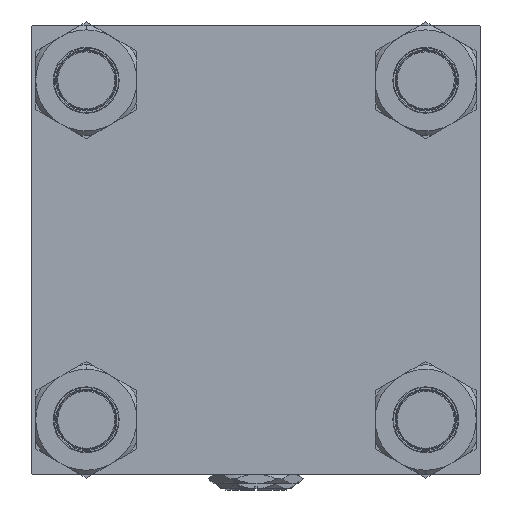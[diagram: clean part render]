
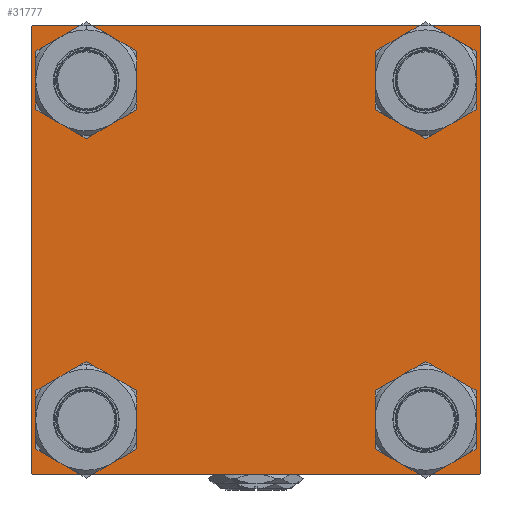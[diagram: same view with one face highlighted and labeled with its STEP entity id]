
A CAD part, left-side view. The second image highlights one B-rep face of the part: STEP entity #31777.
In plain terms, the highlighted planar face has unit normal (-1, 0, 0).
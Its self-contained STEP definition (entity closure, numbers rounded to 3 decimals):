
#645 = CARTESIAN_POINT ( 'NONE',  ( 0., 102.5, 102.5 ) ) ;
#1041 = EDGE_CURVE ( 'NONE', #44366, #13460, #34488, .T. ) ;
#1690 = AXIS2_PLACEMENT_3D ( 'NONE', #37007, #49543, #4752 ) ;
#1780 = EDGE_LOOP ( 'NONE', ( #51378, #17704, #3827, #8930, #39351, #10758, #9980, #49292 ) ) ;
#2051 = VERTEX_POINT ( 'NONE', #30173 ) ;
#3432 = VECTOR ( 'NONE', #33695, 1000. ) ;
#3827 = ORIENTED_EDGE ( 'NONE', *, *, #13048, .T. ) ;
#3912 = EDGE_CURVE ( 'NONE', #13460, #44366, #4660, .T. ) ;
#4383 = DIRECTION ( 'NONE',  ( 0., -0.707, 0.707 ) ) ;
#4464 = LINE ( 'NONE', #36986, #28320 ) ;
#4660 = CIRCLE ( 'NONE', #8070, 14. ) ;
#4752 = DIRECTION ( 'NONE',  ( 0., 0., 1. ) ) ;
#5331 = DIRECTION ( 'NONE',  ( 0., 0.707, 0.707 ) ) ;
#5731 = DIRECTION ( 'NONE',  ( 0., 0., 1. ) ) ;
#6162 = EDGE_CURVE ( 'NONE', #34770, #26220, #50513, .T. ) ;
#6767 = DIRECTION ( 'NONE',  ( 1., 0., 0. ) ) ;
#7306 = EDGE_LOOP ( 'NONE', ( #46246, #44076 ) ) ;
#8070 = AXIS2_PLACEMENT_3D ( 'NONE', #30049, #6767, #9279 ) ;
#8578 = FACE_BOUND ( 'NONE', #10350, .T. ) ;
#8930 = ORIENTED_EDGE ( 'NONE', *, *, #10921, .T. ) ;
#9279 = DIRECTION ( 'NONE',  ( 0., 0., 1. ) ) ;
#9980 = ORIENTED_EDGE ( 'NONE', *, *, #21452, .F. ) ;
#10350 = EDGE_LOOP ( 'NONE', ( #26374, #44422 ) ) ;
#10617 = DIRECTION ( 'NONE',  ( 0., 0., 1. ) ) ;
#10758 = ORIENTED_EDGE ( 'NONE', *, *, #50020, .T. ) ;
#10821 = ORIENTED_EDGE ( 'NONE', *, *, #3912, .T. ) ;
#10921 = EDGE_CURVE ( 'NONE', #16686, #40952, #40645, .T. ) ;
#12212 = AXIS2_PLACEMENT_3D ( 'NONE', #24562, #16560, #45662 ) ;
#12853 = CARTESIAN_POINT ( 'NONE',  ( 0., 102., 102.5 ) ) ;
#13048 = EDGE_CURVE ( 'NONE', #50016, #16686, #17027, .T. ) ;
#13148 = EDGE_LOOP ( 'NONE', ( #48543, #30692 ) ) ;
#13460 = VERTEX_POINT ( 'NONE', #46671 ) ;
#13962 = CARTESIAN_POINT ( 'NONE',  ( 0., 102.5, 102.5 ) ) ;
#14141 = EDGE_CURVE ( 'NONE', #18498, #34770, #26287, .T. ) ;
#16183 = EDGE_LOOP ( 'NONE', ( #10821, #27865 ) ) ;
#16560 = DIRECTION ( 'NONE',  ( -1., 0., 0. ) ) ;
#16623 = CARTESIAN_POINT ( 'NONE',  ( 0., -102.25, -102.25 ) ) ;
#16686 = VERTEX_POINT ( 'NONE', #34984 ) ;
#17027 = LINE ( 'NONE', #33315, #38984 ) ;
#17704 = ORIENTED_EDGE ( 'NONE', *, *, #30085, .T. ) ;
#17832 = DIRECTION ( 'NONE',  ( 0., 0., 1. ) ) ;
#18498 = VERTEX_POINT ( 'NONE', #12853 ) ;
#18593 = CARTESIAN_POINT ( 'NONE',  ( 0., 77.45, -77.45 ) ) ;
#20041 = FACE_OUTER_BOUND ( 'NONE', #1780, .T. ) ;
#20772 = AXIS2_PLACEMENT_3D ( 'NONE', #23717, #31474, #51215 ) ;
#21236 = CARTESIAN_POINT ( 'NONE',  ( 0., 77.45, -91.45 ) ) ;
#21308 = CARTESIAN_POINT ( 'NONE',  ( 0., 102., -102.5 ) ) ;
#21452 = EDGE_CURVE ( 'NONE', #18498, #31164, #41432, .T. ) ;
#21643 = AXIS2_PLACEMENT_3D ( 'NONE', #31738, #23460, #35211 ) ;
#23460 = DIRECTION ( 'NONE',  ( 1., 0., 0. ) ) ;
#23632 = EDGE_CURVE ( 'NONE', #51418, #39500, #28028, .T. ) ;
#23717 = CARTESIAN_POINT ( 'NONE',  ( 0., -77.45, -77.45 ) ) ;
#23743 = EDGE_CURVE ( 'NONE', #33175, #2051, #45108, .T. ) ;
#24288 = EDGE_CURVE ( 'NONE', #49018, #24416, #34891, .T. ) ;
#24416 = VERTEX_POINT ( 'NONE', #39545 ) ;
#24510 = CARTESIAN_POINT ( 'NONE',  ( 0., -77.45, -91.45 ) ) ;
#24562 = CARTESIAN_POINT ( 'NONE',  ( 0., 0., 0. ) ) ;
#25097 = PLANE ( 'NONE',  #12212 ) ;
#25600 = VERTEX_POINT ( 'NONE', #35240 ) ;
#25746 = VECTOR ( 'NONE', #42542, 1000. ) ;
#25960 = CARTESIAN_POINT ( 'NONE',  ( 0., 77.45, 77.45 ) ) ;
#26220 = VERTEX_POINT ( 'NONE', #26307 ) ;
#26287 = LINE ( 'NONE', #26807, #31380 ) ;
#26307 = CARTESIAN_POINT ( 'NONE',  ( 0., 102.5, -102. ) ) ;
#26374 = ORIENTED_EDGE ( 'NONE', *, *, #37857, .T. ) ;
#26807 = CARTESIAN_POINT ( 'NONE',  ( 0., 102.25, 102.25 ) ) ;
#27603 = AXIS2_PLACEMENT_3D ( 'NONE', #33477, #33210, #49737 ) ;
#27865 = ORIENTED_EDGE ( 'NONE', *, *, #1041, .T. ) ;
#28028 = CIRCLE ( 'NONE', #39998, 14. ) ;
#28320 = VECTOR ( 'NONE', #29239, 1000. ) ;
#29102 = FACE_BOUND ( 'NONE', #16183, .T. ) ;
#29239 = DIRECTION ( 'NONE',  ( 0., 0., -1. ) ) ;
#29766 = LINE ( 'NONE', #50052, #25746 ) ;
#29839 = CARTESIAN_POINT ( 'NONE',  ( 0., -102.25, 102.25 ) ) ;
#30049 = CARTESIAN_POINT ( 'NONE',  ( 0., -77.45, 77.45 ) ) ;
#30085 = EDGE_CURVE ( 'NONE', #26220, #50016, #29766, .T. ) ;
#30173 = CARTESIAN_POINT ( 'NONE',  ( 0., -77.45, -63.45 ) ) ;
#30363 = DIRECTION ( 'NONE',  ( 1., 0., 0. ) ) ;
#30692 = ORIENTED_EDGE ( 'NONE', *, *, #23632, .T. ) ;
#31164 = VERTEX_POINT ( 'NONE', #48453 ) ;
#31282 = EDGE_CURVE ( 'NONE', #25600, #40952, #4464, .T. ) ;
#31380 = VECTOR ( 'NONE', #47091, 1000. ) ;
#31474 = DIRECTION ( 'NONE',  ( 1., 0., 0. ) ) ;
#31695 = CARTESIAN_POINT ( 'NONE',  ( 0., 77.45, -63.45 ) ) ;
#31738 = CARTESIAN_POINT ( 'NONE',  ( 0., 77.45, -77.45 ) ) ;
#31777 = ADVANCED_FACE ( 'NONE', ( #29102, #36855, #45380, #8578, #20041 ), #25097, .T. ) ;
#33175 = VERTEX_POINT ( 'NONE', #24510 ) ;
#33210 = DIRECTION ( 'NONE',  ( 1., 0., 0. ) ) ;
#33315 = CARTESIAN_POINT ( 'NONE',  ( 0., 102.5, -102.5 ) ) ;
#33477 = CARTESIAN_POINT ( 'NONE',  ( 0., 77.45, 77.45 ) ) ;
#33695 = DIRECTION ( 'NONE',  ( 0., -1., 0. ) ) ;
#33839 = DIRECTION ( 'NONE',  ( 0., -1., 0. ) ) ;
#33995 = EDGE_CURVE ( 'NONE', #39500, #51418, #39523, .T. ) ;
#34488 = CIRCLE ( 'NONE', #40433, 14. ) ;
#34673 = CARTESIAN_POINT ( 'NONE',  ( 0., -102.5, -102. ) ) ;
#34770 = VERTEX_POINT ( 'NONE', #43670 ) ;
#34883 = DIRECTION ( 'NONE',  ( 1., 0., 0. ) ) ;
#34891 = CIRCLE ( 'NONE', #49423, 14. ) ;
#34984 = CARTESIAN_POINT ( 'NONE',  ( 0., -102., -102.5 ) ) ;
#35211 = DIRECTION ( 'NONE',  ( 0., 0., 1. ) ) ;
#35240 = CARTESIAN_POINT ( 'NONE',  ( 0., -102.5, 102. ) ) ;
#36855 = FACE_BOUND ( 'NONE', #7306, .T. ) ;
#36986 = CARTESIAN_POINT ( 'NONE',  ( 0., -102.5, 102.5 ) ) ;
#37007 = CARTESIAN_POINT ( 'NONE',  ( 0., -77.45, -77.45 ) ) ;
#37512 = EDGE_CURVE ( 'NONE', #2051, #33175, #43762, .T. ) ;
#37857 = EDGE_CURVE ( 'NONE', #24416, #49018, #39519, .T. ) ;
#38984 = VECTOR ( 'NONE', #33839, 1000. ) ;
#39009 = DIRECTION ( 'NONE',  ( 0., 0., -1. ) ) ;
#39351 = ORIENTED_EDGE ( 'NONE', *, *, #31282, .F. ) ;
#39500 = VERTEX_POINT ( 'NONE', #31695 ) ;
#39519 = CIRCLE ( 'NONE', #27603, 14. ) ;
#39523 = CIRCLE ( 'NONE', #21643, 14. ) ;
#39545 = CARTESIAN_POINT ( 'NONE',  ( 0., 77.45, 91.45 ) ) ;
#39998 = AXIS2_PLACEMENT_3D ( 'NONE', #18593, #30363, #10617 ) ;
#40433 = AXIS2_PLACEMENT_3D ( 'NONE', #42116, #34883, #17832 ) ;
#40645 = LINE ( 'NONE', #16623, #46618 ) ;
#40952 = VERTEX_POINT ( 'NONE', #34673 ) ;
#41432 = LINE ( 'NONE', #645, #3432 ) ;
#42116 = CARTESIAN_POINT ( 'NONE',  ( 0., -77.45, 77.45 ) ) ;
#42542 = DIRECTION ( 'NONE',  ( 0., -0.707, -0.707 ) ) ;
#43670 = CARTESIAN_POINT ( 'NONE',  ( 0., 102.5, 102. ) ) ;
#43762 = CIRCLE ( 'NONE', #20772, 14. ) ;
#44076 = ORIENTED_EDGE ( 'NONE', *, *, #23743, .T. ) ;
#44366 = VERTEX_POINT ( 'NONE', #46782 ) ;
#44422 = ORIENTED_EDGE ( 'NONE', *, *, #24288, .T. ) ;
#45108 = CIRCLE ( 'NONE', #1690, 14. ) ;
#45380 = FACE_BOUND ( 'NONE', #13148, .T. ) ;
#45662 = DIRECTION ( 'NONE',  ( 0., 0., 1. ) ) ;
#46246 = ORIENTED_EDGE ( 'NONE', *, *, #37512, .T. ) ;
#46435 = VECTOR ( 'NONE', #39009, 1000. ) ;
#46618 = VECTOR ( 'NONE', #4383, 1000. ) ;
#46671 = CARTESIAN_POINT ( 'NONE',  ( 0., -77.45, 91.45 ) ) ;
#46782 = CARTESIAN_POINT ( 'NONE',  ( 0., -77.45, 63.45 ) ) ;
#47091 = DIRECTION ( 'NONE',  ( 0., 0.707, -0.707 ) ) ;
#48453 = CARTESIAN_POINT ( 'NONE',  ( 0., -102., 102.5 ) ) ;
#48543 = ORIENTED_EDGE ( 'NONE', *, *, #33995, .T. ) ;
#49018 = VERTEX_POINT ( 'NONE', #51197 ) ;
#49292 = ORIENTED_EDGE ( 'NONE', *, *, #14141, .T. ) ;
#49423 = AXIS2_PLACEMENT_3D ( 'NONE', #25960, #50516, #5731 ) ;
#49543 = DIRECTION ( 'NONE',  ( 1., 0., 0. ) ) ;
#49600 = LINE ( 'NONE', #29839, #51397 ) ;
#49737 = DIRECTION ( 'NONE',  ( 0., 0., 1. ) ) ;
#50016 = VERTEX_POINT ( 'NONE', #21308 ) ;
#50020 = EDGE_CURVE ( 'NONE', #25600, #31164, #49600, .T. ) ;
#50052 = CARTESIAN_POINT ( 'NONE',  ( 0., 102.25, -102.25 ) ) ;
#50513 = LINE ( 'NONE', #13962, #46435 ) ;
#50516 = DIRECTION ( 'NONE',  ( 1., 0., 0. ) ) ;
#51197 = CARTESIAN_POINT ( 'NONE',  ( 0., 77.45, 63.45 ) ) ;
#51215 = DIRECTION ( 'NONE',  ( 0., 0., 1. ) ) ;
#51378 = ORIENTED_EDGE ( 'NONE', *, *, #6162, .T. ) ;
#51397 = VECTOR ( 'NONE', #5331, 1000. ) ;
#51418 = VERTEX_POINT ( 'NONE', #21236 ) ;
